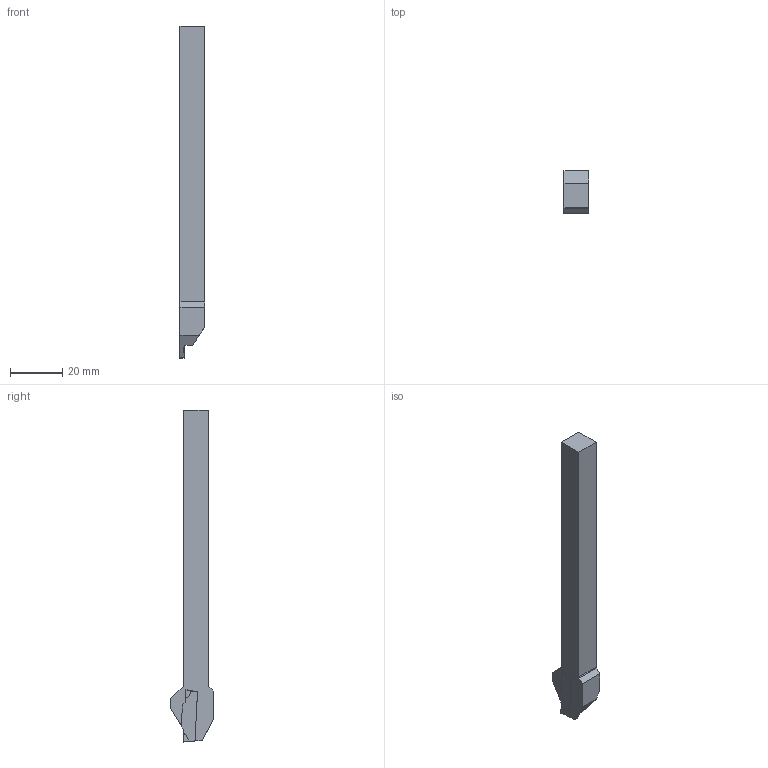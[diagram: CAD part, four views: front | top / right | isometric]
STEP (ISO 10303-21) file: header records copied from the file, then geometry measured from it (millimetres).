
FILE_DESCRIPTION(/* description */ (''),/* implementation_level */ '2;1');
FILE_NAME(/* name */ '1558667037276.stp',/* time_stamp */ '2019-05-24T08:34:07+05:00',/* author */ (''),/* organization */ ('SMS'),/* preprocessor_version */ 'ST-DEVELOPER v15',/* originating_system */ 'SIEMENS PLM Software NX 8.5',/* authorisation */ '');
FILE_SCHEMA (('AUTOMOTIVE_DESIGN { 1 0 10303 214 3 1 1 1 }'));
Length unit declared in the file: millimetre
Products named in the file (4): ASSEMBLY_CONSTRUCTION; 201539460mod000_00; 201734821mod000_00; 201734811mod000_00
Assembly tree (3 placements, depth 2):
  201734811mod000_00
    201734821mod000_00
    201539460mod000_00
    ASSEMBLY_CONSTRUCTION
Bounding box: 9.7 x 16.43 x 127 mm (x, y, z)
Volume: 11166.1 mm3; surface area: 5230.6 mm2
Topology: 2 solids, 2 shells, 66 faces, 186 edges, 130 vertices
Faces by surface type: plane 49, cylinder 9, extrusion 7, torus 1
Entity records: 2522 total; most frequent: CARTESIAN_POINT 654, ORIENTED_EDGE 370, DIRECTION 340, EDGE_CURVE 185, VECTOR 148, LINE 141, VERTEX_POINT 123, AXIS2_PLACEMENT_3D 96
